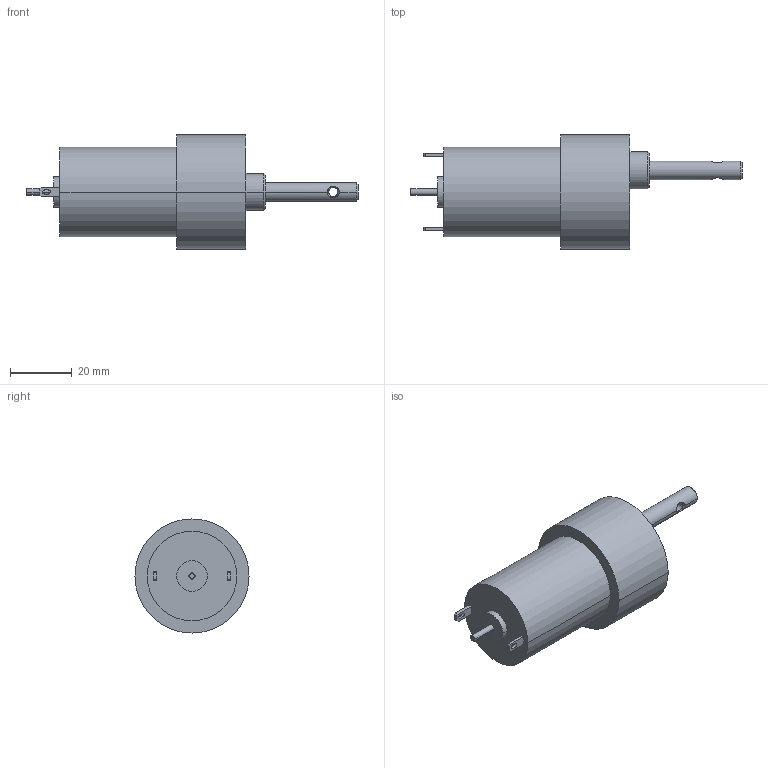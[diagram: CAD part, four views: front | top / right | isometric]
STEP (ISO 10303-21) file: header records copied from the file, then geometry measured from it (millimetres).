
FILE_DESCRIPTION(('CATIA V5 STEP Exchange'),'2;1');
FILE_NAME('Orange_JohnsonMotor_200RPM.stp','2021-06-10T19:04:28+00:00',('none'),('none'),'CATIA Version 5 Release 21 GA (IN-10)','CATIA V5 STEP AP203','none');
FILE_SCHEMA(('CONFIG_CONTROL_DESIGN'));
Length unit declared in the file: millimetre
Products named in the file (1): Orange_JohnsonMotor_200RPM
Assembly tree (2 placements, depth 2):
  Orange_JohnsonMotor_200RPM
    #58
    #1614
Bounding box: 107.6 x 37 x 37 mm (x, y, z)
Volume: 50739.7 mm3; surface area: 9739.9 mm2
Topology: 2 solids, 2 shells, 71 faces, 154 edges, 98 vertices
Faces by surface type: plane 29, cylinder 28, cone 6, extrusion 4, bspline 4
Entity records: 2292 total; most frequent: CARTESIAN_POINT 766, ORIENTED_EDGE 308, DIRECTION 242, EDGE_CURVE 154, AXIS2_PLACEMENT_3D 110, VERTEX_POINT 98, EDGE_LOOP 88, VECTOR 80
